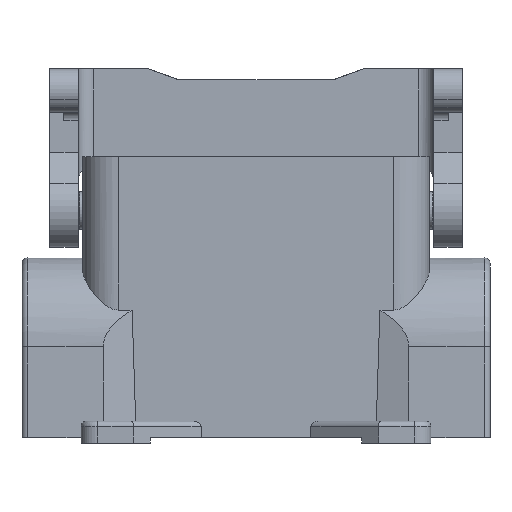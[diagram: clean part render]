
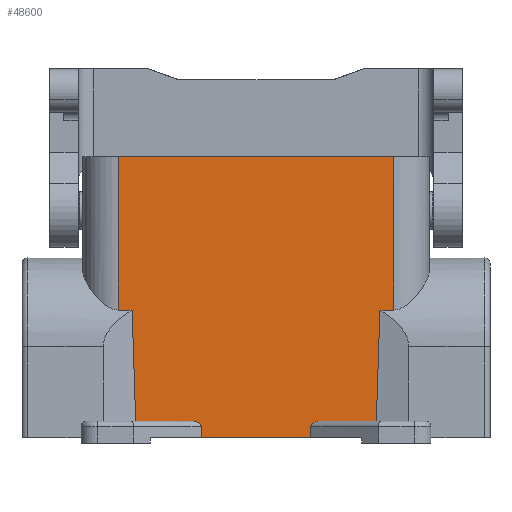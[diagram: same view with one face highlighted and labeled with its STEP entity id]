
A CAD part, front view. The second image highlights one B-rep face of the part: STEP entity #48600.
In plain terms, the highlighted planar face has unit normal (0, -1, 0).
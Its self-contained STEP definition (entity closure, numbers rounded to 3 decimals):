
#3500=CARTESIAN_POINT('',(101.028,13.748,
70.509));
#3510=VERTEX_POINT('',#3500);
#3540=CARTESIAN_POINT('',(47.024,13.748,
70.509));
#3550=DIRECTION('',(1.,0.,0.));
#3560=VECTOR('',#3550,1.);
#3570=LINE('',#3540,#3560);
#3580=CARTESIAN_POINT('',(103.524,13.748,
70.509));
#3590=VERTEX_POINT('',#3580);
#3600=EDGE_CURVE('',#3510,#3590,#3570,.T.);
#20350=CARTESIAN_POINT('',(68.549,13.748,
49.32));
#20360=VERTEX_POINT('',#20350);
#20520=CARTESIAN_POINT('',(66.993,13.748,
50.32));
#20530=VERTEX_POINT('',#20520);
#20560=CARTESIAN_POINT('',(66.993,13.748,
49.32));
#20570=DIRECTION('',(0.,-1.,0.));
#20580=DIRECTION('',(-1.,0.,0.));
#20590=AXIS2_PLACEMENT_3D('',#20560,#20570,#20580);
#20600=ELLIPSE('',#20590,1.556,1.);
#20610=EDGE_CURVE('',#20360,#20530,#20600,.T.);
#29740=CARTESIAN_POINT('',(53.524,13.748,
70.509));
#29750=VERTEX_POINT('',#29740);
#29910=CARTESIAN_POINT('',(53.524,13.748,
98.32));
#29920=VERTEX_POINT('',#29910);
#29950=CARTESIAN_POINT('',(53.524,13.748,0.));
#29960=DIRECTION('',(0.,0.,1.));
#29970=VECTOR('',#29960,1.);
#29980=LINE('',#29950,#29970);
#29990=EDGE_CURVE('',#29750,#29920,#29980,.T.);
#36910=CARTESIAN_POINT('',(110.024,13.748,
70.509));
#36920=DIRECTION('',(-1.,0.,0.));
#36930=VECTOR('',#36920,1.);
#36940=LINE('',#36910,#36930);
#36950=CARTESIAN_POINT('',(56.02,13.748,
70.509));
#36960=VERTEX_POINT('',#36950);
#36970=EDGE_CURVE('',#36960,#29750,#36940,.T.);
#39080=CARTESIAN_POINT('',(56.677,13.748,
50.32));
#39090=VERTEX_POINT('',#39080);
#39120=CARTESIAN_POINT('',(0.,13.748,50.32));
#39130=DIRECTION('',(1.,0.,0.));
#39140=VECTOR('',#39130,1.);
#39150=LINE('',#39120,#39140);
#39160=EDGE_CURVE('',#39090,#20530,#39150,.T.);
#40300=CARTESIAN_POINT('',(90.055,13.748,
50.32));
#40310=VERTEX_POINT('',#40300);
#40340=CARTESIAN_POINT('',(0.,13.748,50.32));
#40350=DIRECTION('',(-1.,-0.,0.));
#40360=VECTOR('',#40350,1.);
#40370=LINE('',#40340,#40360);
#40380=CARTESIAN_POINT('',(100.371,13.748,
50.32));
#40390=VERTEX_POINT('',#40380);
#40400=EDGE_CURVE('',#40390,#40310,#40370,.T.);
#45620=CARTESIAN_POINT('',(88.499,13.748,0.));
#45630=DIRECTION('',(0.,0.,1.));
#45640=VECTOR('',#45630,1.);
#45650=LINE('',#45620,#45640);
#45660=CARTESIAN_POINT('',(88.499,13.748,
47.32));
#45670=VERTEX_POINT('',#45660);
#45680=CARTESIAN_POINT('',(88.499,13.748,
49.32));
#45690=VERTEX_POINT('',#45680);
#45700=EDGE_CURVE('',#45670,#45690,#45650,.T.);
#46480=CARTESIAN_POINT('',(103.524,13.748,
98.32));
#46490=VERTEX_POINT('',#46480);
#46520=CARTESIAN_POINT('',(0.,13.748,98.32));
#46530=DIRECTION('',(-1.,0.,0.));
#46540=VECTOR('',#46530,1.);
#46550=LINE('',#46520,#46540);
#46560=EDGE_CURVE('',#46490,#29920,#46550,.T.);
#48060=CARTESIAN_POINT('',(0.,13.748,98.32));
#48070=DIRECTION('',(0.,-1.,0.));
#48080=DIRECTION('',(-1.,0.,0.));
#48090=AXIS2_PLACEMENT_3D('',#48060,#48070,#48080);
#48100=PLANE('',#48090);
#48110=ORIENTED_EDGE('',*,*,#46560,.T.);
#48120=CARTESIAN_POINT('',(103.524,13.748,0.));
#48130=DIRECTION('',(-0.,0.,1.));
#48140=VECTOR('',#48130,1.);
#48150=LINE('',#48120,#48140);
#48160=EDGE_CURVE('',#3590,#46490,#48150,.T.);
#48170=ORIENTED_EDGE('',*,*,#48160,.T.);
#48180=ORIENTED_EDGE('',*,*,#3600,.T.);
#48190=CARTESIAN_POINT('',(98.732,13.748,0.));
#48200=DIRECTION('',(-0.033,0.,-0.999));
#48210=VECTOR('',#48200,1.);
#48220=LINE('',#48190,#48210);
#48230=EDGE_CURVE('',#3510,#40390,#48220,.T.);
#48240=ORIENTED_EDGE('',*,*,#48230,.F.);
#48250=ORIENTED_EDGE('',*,*,#40400,.F.);
#48260=CARTESIAN_POINT('',(90.055,13.748,
49.32));
#48270=DIRECTION('',(0.,-1.,0.));
#48280=DIRECTION('',(-1.,0.,0.));
#48290=AXIS2_PLACEMENT_3D('',#48260,#48270,#48280);
#48300=ELLIPSE('',#48290,1.556,1.);
#48310=EDGE_CURVE('',#40310,#45690,#48300,.T.);
#48320=ORIENTED_EDGE('',*,*,#48310,.F.);
#48330=ORIENTED_EDGE('',*,*,#45700,.T.);
#48340=CARTESIAN_POINT('',(0.,13.748,47.32));
#48350=DIRECTION('',(1.,0.,0.));
#48360=VECTOR('',#48350,1.);
#48370=LINE('',#48340,#48360);
#48380=CARTESIAN_POINT('',(68.549,13.748,
47.32));
#48390=VERTEX_POINT('',#48380);
#48400=EDGE_CURVE('',#48390,#45670,#48370,.T.);
#48410=ORIENTED_EDGE('',*,*,#48400,.T.);
#48420=CARTESIAN_POINT('',(68.549,13.748,0.));
#48430=DIRECTION('',(0.,0.,1.));
#48440=VECTOR('',#48430,1.);
#48450=LINE('',#48420,#48440);
#48460=EDGE_CURVE('',#48390,#20360,#48450,.T.);
#48470=ORIENTED_EDGE('',*,*,#48460,.F.);
#48480=ORIENTED_EDGE('',*,*,#20610,.F.);
#48490=ORIENTED_EDGE('',*,*,#39160,.T.);
#48500=CARTESIAN_POINT('',(58.316,13.748,0.));
#48510=DIRECTION('',(0.033,0.,-0.999));
#48520=VECTOR('',#48510,1.);
#48530=LINE('',#48500,#48520);
#48540=EDGE_CURVE('',#36960,#39090,#48530,.T.);
#48550=ORIENTED_EDGE('',*,*,#48540,.T.);
#48560=ORIENTED_EDGE('',*,*,#36970,.F.);
#48570=ORIENTED_EDGE('',*,*,#29990,.F.);
#48580=EDGE_LOOP('',(#48570,#48560,#48550,#48490,#48480,#48470,#48410,
#48330,#48320,#48250,#48240,#48180,#48170,#48110));
#48590=FACE_OUTER_BOUND('',#48580,.T.);
#48600=ADVANCED_FACE('',(#48590),#48100,.T.);
